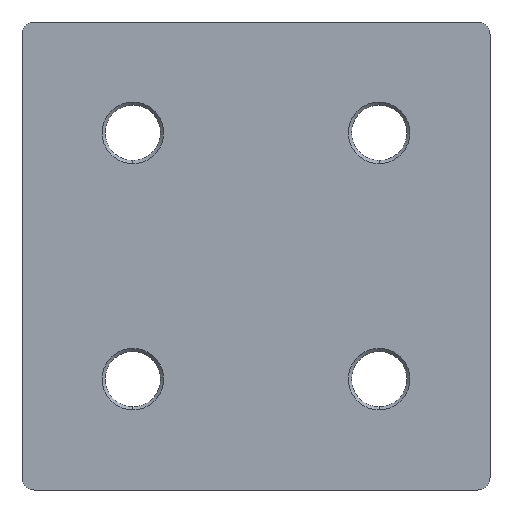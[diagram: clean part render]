
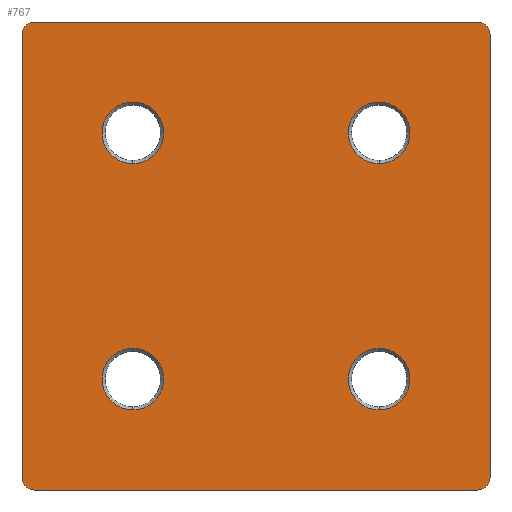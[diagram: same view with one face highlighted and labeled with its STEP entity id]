
A CAD part, front view. The second image highlights one B-rep face of the part: STEP entity #767.
In plain terms, the highlighted planar face has unit normal (0, -1, 0).
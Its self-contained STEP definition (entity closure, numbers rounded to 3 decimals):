
#9 = EDGE_LOOP ( 'NONE', ( #157, #374 ) ) ;
#31 = CARTESIAN_POINT ( 'NONE',  ( -38., 0., -36. ) ) ;
#34 = VERTEX_POINT ( 'NONE', #861 ) ;
#39 = AXIS2_PLACEMENT_3D ( 'NONE', #903, #782, #779 ) ;
#40 = VERTEX_POINT ( 'NONE', #1101 ) ;
#41 = CARTESIAN_POINT ( 'NONE',  ( -36., 0., -38. ) ) ;
#50 = CARTESIAN_POINT ( 'NONE',  ( -36., 0., 38. ) ) ;
#90 = DIRECTION ( 'NONE',  ( 0., 0., 1. ) ) ;
#91 = VERTEX_POINT ( 'NONE', #834 ) ;
#100 = DIRECTION ( 'NONE',  ( 0., 1., 0. ) ) ;
#106 = CARTESIAN_POINT ( 'NONE',  ( -20., 0., 20. ) ) ;
#108 = DIRECTION ( 'NONE',  ( 0., 0., 1. ) ) ;
#109 = DIRECTION ( 'NONE',  ( 0., -1., 0. ) ) ;
#111 = CARTESIAN_POINT ( 'NONE',  ( -36., 0., 36. ) ) ;
#130 = EDGE_CURVE ( 'NONE', #1133, #1094, #924, .T. ) ;
#140 = CIRCLE ( 'NONE', #1077, 5. ) ;
#151 = CARTESIAN_POINT ( 'NONE',  ( 36., 0., 38. ) ) ;
#152 = EDGE_CURVE ( 'NONE', #554, #523, #747, .T. ) ;
#157 = ORIENTED_EDGE ( 'NONE', *, *, #940, .T. ) ;
#169 = DIRECTION ( 'NONE',  ( -1., 0., 0. ) ) ;
#171 = CARTESIAN_POINT ( 'NONE',  ( -38., 0., -38. ) ) ;
#178 = CARTESIAN_POINT ( 'NONE',  ( 38., 0., -38. ) ) ;
#181 = CARTESIAN_POINT ( 'NONE',  ( -38., 0., -38. ) ) ;
#190 = DIRECTION ( 'NONE',  ( 0., 0., 1. ) ) ;
#191 = DIRECTION ( 'NONE',  ( 0., 0., -1. ) ) ;
#198 = CARTESIAN_POINT ( 'NONE',  ( 36., 0., -38. ) ) ;
#218 = DIRECTION ( 'NONE',  ( 0., 0., 1. ) ) ;
#222 = DIRECTION ( 'NONE',  ( 0., -1., 0. ) ) ;
#228 = CARTESIAN_POINT ( 'NONE',  ( -36., 0., -36. ) ) ;
#235 = EDGE_CURVE ( 'NONE', #40, #523, #732, .T. ) ;
#238 = EDGE_CURVE ( 'NONE', #1154, #1071, #711, .T. ) ;
#246 = VECTOR ( 'NONE', #169, 1000. ) ;
#259 = EDGE_CURVE ( 'NONE', #1071, #1154, #751, .T. ) ;
#260 = LINE ( 'NONE', #181, #246 ) ;
#262 = EDGE_CURVE ( 'NONE', #1094, #1133, #729, .T. ) ;
#269 = VERTEX_POINT ( 'NONE', #973 ) ;
#328 = CIRCLE ( 'NONE', #1100, 5. ) ;
#344 = FACE_OUTER_BOUND ( 'NONE', #682, .T. ) ;
#346 = EDGE_CURVE ( 'NONE', #610, #34, #673, .T. ) ;
#347 = FACE_BOUND ( 'NONE', #690, .T. ) ;
#348 = ORIENTED_EDGE ( 'NONE', *, *, #259, .T. ) ;
#351 = FACE_BOUND ( 'NONE', #9, .T. ) ;
#357 = ORIENTED_EDGE ( 'NONE', *, *, #238, .T. ) ;
#360 = ORIENTED_EDGE ( 'NONE', *, *, #262, .T. ) ;
#363 = ORIENTED_EDGE ( 'NONE', *, *, #130, .T. ) ;
#364 = FACE_BOUND ( 'NONE', #1115, .T. ) ;
#374 = ORIENTED_EDGE ( 'NONE', *, *, #346, .T. ) ;
#376 = ORIENTED_EDGE ( 'NONE', *, *, #822, .T. ) ;
#380 = ORIENTED_EDGE ( 'NONE', *, *, #734, .T. ) ;
#384 = ORIENTED_EDGE ( 'NONE', *, *, #504, .F. ) ;
#394 = FACE_BOUND ( 'NONE', #713, .T. ) ;
#398 = ORIENTED_EDGE ( 'NONE', *, *, #235, .T. ) ;
#401 = DIRECTION ( 'NONE',  ( 0., 1., 0. ) ) ;
#409 = CARTESIAN_POINT ( 'NONE',  ( -20., 0., 20. ) ) ;
#413 = CIRCLE ( 'NONE', #1117, 5. ) ;
#425 = DIRECTION ( 'NONE',  ( 0., 0., 1. ) ) ;
#429 = DIRECTION ( 'NONE',  ( 0., 0., 1. ) ) ;
#430 = ORIENTED_EDGE ( 'NONE', *, *, #152, .F. ) ;
#431 = DIRECTION ( 'NONE',  ( 0., 1., 0. ) ) ;
#436 = CARTESIAN_POINT ( 'NONE',  ( -20., 0., -20. ) ) ;
#450 = ORIENTED_EDGE ( 'NONE', *, *, #524, .T. ) ;
#457 = EDGE_CURVE ( 'NONE', #591, #574, #573, .T. ) ;
#471 = VERTEX_POINT ( 'NONE', #198 ) ;
#474 = ORIENTED_EDGE ( 'NONE', *, *, #483, .F. ) ;
#478 = LINE ( 'NONE', #171, #616 ) ;
#483 = EDGE_CURVE ( 'NONE', #591, #1182, #478, .T. ) ;
#488 = ORIENTED_EDGE ( 'NONE', *, *, #457, .T. ) ;
#490 = ORIENTED_EDGE ( 'NONE', *, *, #845, .F. ) ;
#495 = ORIENTED_EDGE ( 'NONE', *, *, #689, .T. ) ;
#504 = EDGE_CURVE ( 'NONE', #40, #91, #1181, .T. ) ;
#511 = DIRECTION ( 'NONE',  ( 0., 0., 1. ) ) ;
#516 = DIRECTION ( 'NONE',  ( 0., 1., 0. ) ) ;
#517 = CARTESIAN_POINT ( 'NONE',  ( 20., 0., -20. ) ) ;
#521 = DIRECTION ( 'NONE',  ( 0., 0., 1. ) ) ;
#523 = VERTEX_POINT ( 'NONE', #151 ) ;
#524 = EDGE_CURVE ( 'NONE', #554, #1182, #659, .T. ) ;
#525 = DIRECTION ( 'NONE',  ( 0., 1., 0. ) ) ;
#531 = DIRECTION ( 'NONE',  ( 0., 0., 1. ) ) ;
#532 = CIRCLE ( 'NONE', #1128, 2. ) ;
#533 = DIRECTION ( 'NONE',  ( 0., 1., 0. ) ) ;
#537 = CARTESIAN_POINT ( 'NONE',  ( 20., 0., 20. ) ) ;
#541 = DIRECTION ( 'NONE',  ( 0., 0., 1. ) ) ;
#543 = DIRECTION ( 'NONE',  ( 0., -1., 0. ) ) ;
#544 = CARTESIAN_POINT ( 'NONE',  ( 36., 0., 36. ) ) ;
#554 = VERTEX_POINT ( 'NONE', #50 ) ;
#573 = CIRCLE ( 'NONE', #1155, 2. ) ;
#574 = VERTEX_POINT ( 'NONE', #41 ) ;
#591 = VERTEX_POINT ( 'NONE', #31 ) ;
#610 = VERTEX_POINT ( 'NONE', #799 ) ;
#616 = VECTOR ( 'NONE', #190, 1000. ) ;
#639 = VECTOR ( 'NONE', #191, 1000. ) ;
#659 = CIRCLE ( 'NONE', #1147, 2. ) ;
#661 = PLANE ( 'NONE',  #1110 ) ;
#673 = CIRCLE ( 'NONE', #1170, 5. ) ;
#679 = VERTEX_POINT ( 'NONE', #882 ) ;
#682 = EDGE_LOOP ( 'NONE', ( #384, #398, #430, #450, #474, #488, #490, #495 ) ) ;
#689 = EDGE_CURVE ( 'NONE', #471, #91, #532, .T. ) ;
#690 = EDGE_LOOP ( 'NONE', ( #376, #380 ) ) ;
#711 = CIRCLE ( 'NONE', #1186, 5. ) ;
#712 = DIRECTION ( 'NONE',  ( 0., 0., 1. ) ) ;
#713 = EDGE_LOOP ( 'NONE', ( #348, #357 ) ) ;
#723 = DIRECTION ( 'NONE',  ( 0., -1., 0. ) ) ;
#725 = CARTESIAN_POINT ( 'NONE',  ( 36., 0., -36. ) ) ;
#729 = CIRCLE ( 'NONE', #1178, 5. ) ;
#732 = CIRCLE ( 'NONE', #1194, 2. ) ;
#734 = EDGE_CURVE ( 'NONE', #269, #679, #413, .T. ) ;
#736 = CARTESIAN_POINT ( 'NONE',  ( -38., 0., 38. ) ) ;
#737 = DIRECTION ( 'NONE',  ( 0., 1., 0. ) ) ;
#747 = LINE ( 'NONE', #736, #876 ) ;
#749 = DIRECTION ( 'NONE',  ( 1., 0., 0. ) ) ;
#751 = CIRCLE ( 'NONE', #1185, 5. ) ;
#767 = ADVANCED_FACE ( 'NONE', ( #394, #364, #351, #347, #344 ), #661, .F. ) ;
#768 = CARTESIAN_POINT ( 'NONE',  ( -38., 0., -38. ) ) ;
#779 = DIRECTION ( 'NONE',  ( 0., 0., 1. ) ) ;
#782 = DIRECTION ( 'NONE',  ( 0., 1., 0. ) ) ;
#799 = CARTESIAN_POINT ( 'NONE',  ( -20., 0., -15. ) ) ;
#814 = DIRECTION ( 'NONE',  ( 0., 0., 1. ) ) ;
#822 = EDGE_CURVE ( 'NONE', #679, #269, #328, .T. ) ;
#834 = CARTESIAN_POINT ( 'NONE',  ( 38., 0., -36. ) ) ;
#845 = EDGE_CURVE ( 'NONE', #471, #574, #260, .T. ) ;
#861 = CARTESIAN_POINT ( 'NONE',  ( -20., 0., -25. ) ) ;
#876 = VECTOR ( 'NONE', #749, 1000. ) ;
#882 = CARTESIAN_POINT ( 'NONE',  ( -20., 0., 15. ) ) ;
#903 = CARTESIAN_POINT ( 'NONE',  ( 20., 0., -20. ) ) ;
#924 = CIRCLE ( 'NONE', #39, 5. ) ;
#940 = EDGE_CURVE ( 'NONE', #34, #610, #140, .T. ) ;
#949 = CARTESIAN_POINT ( 'NONE',  ( 20., 0., 25. ) ) ;
#958 = CARTESIAN_POINT ( 'NONE',  ( -38., 0., 36. ) ) ;
#969 = CARTESIAN_POINT ( 'NONE',  ( 20., 0., 20. ) ) ;
#973 = CARTESIAN_POINT ( 'NONE',  ( -20., 0., 25. ) ) ;
#979 = CARTESIAN_POINT ( 'NONE',  ( 20., 0., -15. ) ) ;
#981 = CARTESIAN_POINT ( 'NONE',  ( 20., 0., -25. ) ) ;
#993 = CARTESIAN_POINT ( 'NONE',  ( 20., 0., 15. ) ) ;
#1027 = DIRECTION ( 'NONE',  ( 0., 0., 1. ) ) ;
#1032 = DIRECTION ( 'NONE',  ( 0., 1., 0. ) ) ;
#1042 = CARTESIAN_POINT ( 'NONE',  ( -20., 0., -20. ) ) ;
#1071 = VERTEX_POINT ( 'NONE', #993 ) ;
#1077 = AXIS2_PLACEMENT_3D ( 'NONE', #1042, #1032, #1027 ) ;
#1094 = VERTEX_POINT ( 'NONE', #981 ) ;
#1100 = AXIS2_PLACEMENT_3D ( 'NONE', #409, #401, #425 ) ;
#1101 = CARTESIAN_POINT ( 'NONE',  ( 38., 0., 36. ) ) ;
#1110 = AXIS2_PLACEMENT_3D ( 'NONE', #768, #737, #814 ) ;
#1115 = EDGE_LOOP ( 'NONE', ( #360, #363 ) ) ;
#1117 = AXIS2_PLACEMENT_3D ( 'NONE', #106, #100, #90 ) ;
#1128 = AXIS2_PLACEMENT_3D ( 'NONE', #725, #723, #712 ) ;
#1133 = VERTEX_POINT ( 'NONE', #979 ) ;
#1147 = AXIS2_PLACEMENT_3D ( 'NONE', #111, #109, #108 ) ;
#1154 = VERTEX_POINT ( 'NONE', #949 ) ;
#1155 = AXIS2_PLACEMENT_3D ( 'NONE', #228, #222, #218 ) ;
#1170 = AXIS2_PLACEMENT_3D ( 'NONE', #436, #431, #429 ) ;
#1178 = AXIS2_PLACEMENT_3D ( 'NONE', #517, #516, #511 ) ;
#1181 = LINE ( 'NONE', #178, #639 ) ;
#1182 = VERTEX_POINT ( 'NONE', #958 ) ;
#1185 = AXIS2_PLACEMENT_3D ( 'NONE', #969, #525, #521 ) ;
#1186 = AXIS2_PLACEMENT_3D ( 'NONE', #537, #533, #531 ) ;
#1194 = AXIS2_PLACEMENT_3D ( 'NONE', #544, #543, #541 ) ;
